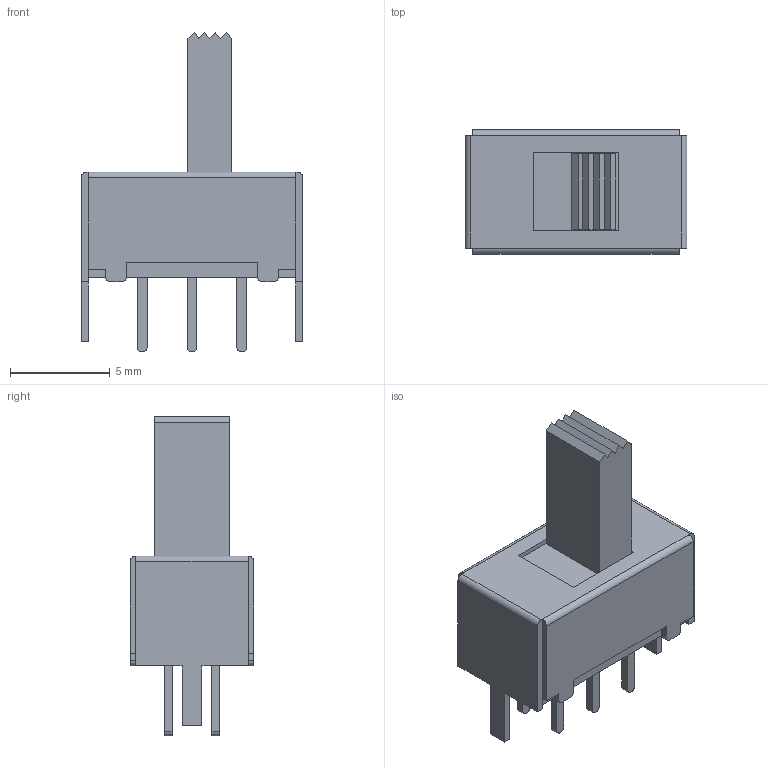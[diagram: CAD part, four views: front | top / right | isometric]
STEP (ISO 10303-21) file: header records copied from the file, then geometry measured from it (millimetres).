
FILE_DESCRIPTION(/* description */ ('Unknown'),/* implementation_level */ '2;1');
FILE_NAME(/* name */ 'SLW-111629-7A-D',/* time_stamp */ '2023-11-07T08:34:54+02:00',/* author */ ('Unknown'),/* organization */ ('Unknown'),/* preprocessor_version */ 'ST-DEVELOPER v18.102',/* originating_system */ 'Solid Edge',/* authorisation */ 'Unknown');
FILE_SCHEMA (('AUTOMOTIVE_DESIGN {1 0 10303 214 3 1 1}'));
Length unit declared in the file: millimetre
Products named in the file (1): SLW-111629-7A-D
Bounding box: 11.1 x 6.2 x 16 mm (x, y, z)
Volume: 418.5 mm3; surface area: 471.7 mm2
Topology: 1 solids, 1 shells, 126 faces, 344 edges, 228 vertices
Faces by surface type: plane 102, cylinder 24
Entity records: 4859 total; most frequent: CARTESIAN_POINT 699, ORIENTED_EDGE 688, DIRECTION 654, EDGE_CURVE 344, LINE 288, VECTOR 288, VERTEX_POINT 228, AXIS2_PLACEMENT_3D 183
